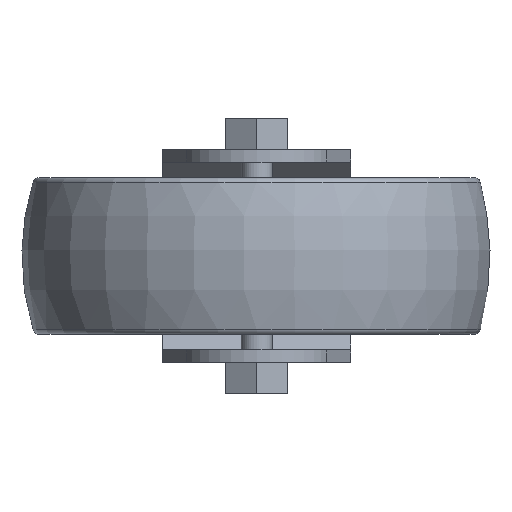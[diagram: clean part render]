
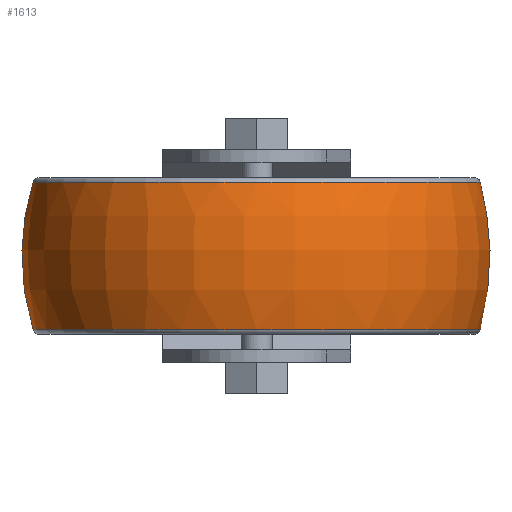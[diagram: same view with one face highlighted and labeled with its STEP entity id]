
A CAD part, front view. The second image highlights one B-rep face of the part: STEP entity #1613.
In plain terms, the highlighted toroidal (fillet/blend) face has major radius 2.562 mm and minor radius 40.062 mm.
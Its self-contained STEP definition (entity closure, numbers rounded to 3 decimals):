
#20=DEGENERATE_TOROIDAL_SURFACE('',#1786,2.563,40.063,
 .F.);
#65=CIRCLE('',#1732,35.725);
#91=CIRCLE('',#1785,35.725);
#335=ORIENTED_EDGE('',*,*,#699,.T.);
#336=ORIENTED_EDGE('',*,*,#725,.F.);
#699=EDGE_CURVE('',#904,#904,#65,.T.);
#725=EDGE_CURVE('',#930,#930,#91,.T.);
#904=VERTEX_POINT('',#2556);
#930=VERTEX_POINT('',#2635);
#1324=EDGE_LOOP('',(#335));
#1325=EDGE_LOOP('',(#336));
#1470=FACE_BOUND('',#1324,.T.);
#1471=FACE_BOUND('',#1325,.T.);
#1613=ADVANCED_FACE('',(#1470,#1471),#20,.F.);
#1732=AXIS2_PLACEMENT_3D('',#2555,#2016,#2017);
#1785=AXIS2_PLACEMENT_3D('',#2634,#2122,#2123);
#1786=AXIS2_PLACEMENT_3D('',#2636,#2124,#2125);
#2016=DIRECTION('',(0.,0.,-1.));
#2017=DIRECTION('',(-1.,0.,0.));
#2122=DIRECTION('',(0.,0.,-1.));
#2123=DIRECTION('',(-1.,0.,0.));
#2124=DIRECTION('',(0.,0.,-1.));
#2125=DIRECTION('',(-1.,0.,0.));
#2555=CARTESIAN_POINT('',(0.,0.,11.794));
#2556=CARTESIAN_POINT('',(-35.725,0.,11.794));
#2634=CARTESIAN_POINT('',(0.,0.,-11.794));
#2635=CARTESIAN_POINT('',(-35.725,0.,-11.794));
#2636=CARTESIAN_POINT('',(0.,0.,0.));
